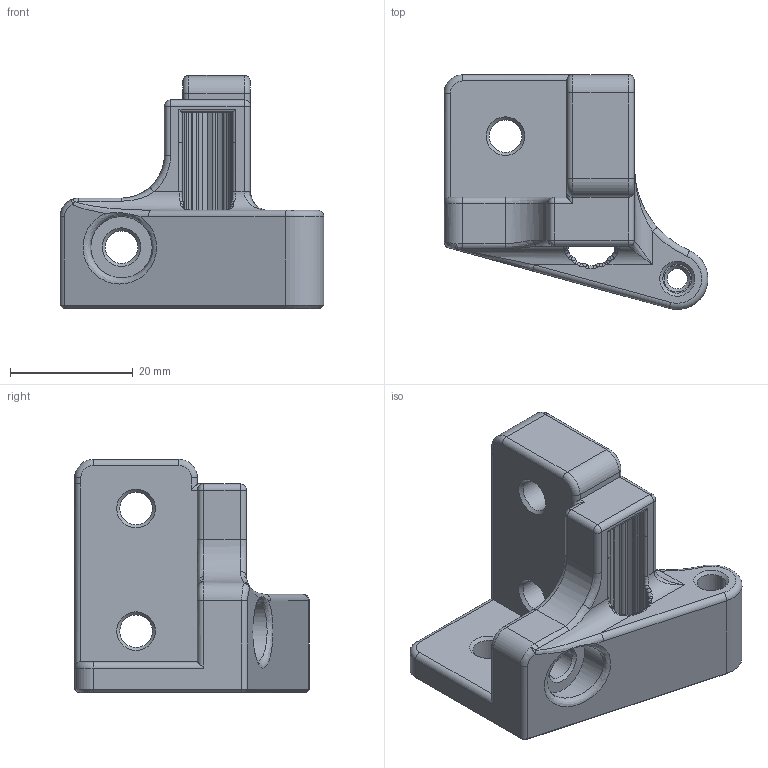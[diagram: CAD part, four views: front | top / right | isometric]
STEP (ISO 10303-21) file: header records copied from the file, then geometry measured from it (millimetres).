
FILE_DESCRIPTION(/* description */ ('STEP AP242','CAx-IF Rec.Pracs.---Representation and Presentation of Product Manufacturing Information (PMI)---4.0---2014-10-13','CAx-IF Rec.Pracs.---3D Tessellated Geometry---0.4---2014-09-14','2;1'),/* implementation_level */ '2;1');
FILE_NAME(/* name */ '661ddfed2959550d5b64ccc3',/* time_stamp */ '2024-04-16T02:18:21Z',/* author */ (''),/* organization */ (''),/* preprocessor_version */ 'ST-DEVELOPER v20',/* originating_system */ ' ',/* authorisation */ ' ');
FILE_SCHEMA (('AP242_MANAGED_MODEL_BASED_3D_ENGINEERING_MIM_LF { 1 0 10303 442 1 1 4 }'));
Length unit declared in the file: metre
Products named in the file (1): Part 1
Bounding box: 43 x 38.24 x 38 mm (x, y, z)
Volume: 18122.8 mm3; surface area: 7227.3 mm2
Topology: 1 solids, 1 shells, 241 faces, 590 edges, 346 vertices
Faces by surface type: cylinder 92, cone 61, bspline 35, plane 30, torus 19, sphere 4
Full cylindrical faces by diameter (mm): 3.3 x1, 4.7 x1, 5.3 x4, 10 x1
Entity records: 8316 total; most frequent: CARTESIAN_POINT 3045, ORIENTED_EDGE 1108, DIRECTION 1047, EDGE_CURVE 554, AXIS2_PLACEMENT_3D 428, VERTEX_POINT 335, FACE_BOUND 273, EDGE_LOOP 272
